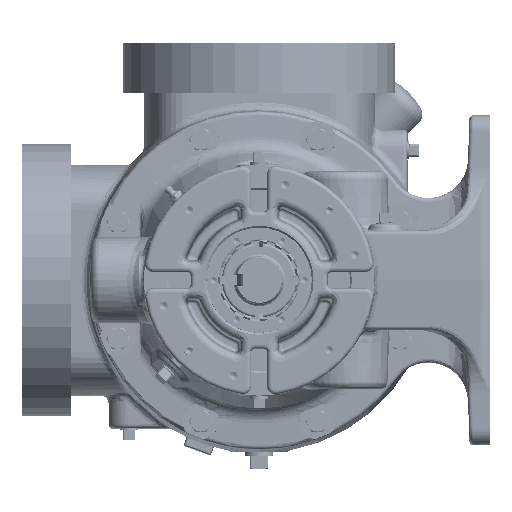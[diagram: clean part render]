
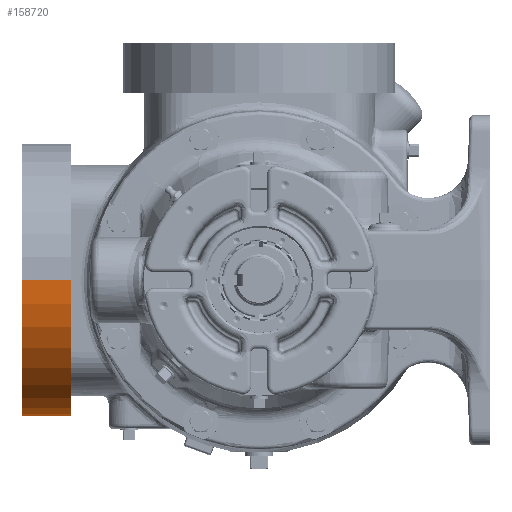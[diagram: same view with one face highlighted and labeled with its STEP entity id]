
A CAD part, left-side view. The second image highlights one B-rep face of the part: STEP entity #158720.
In plain terms, the highlighted cylindrical face has radius 104.775 mm (diameter 209.55 mm), a partial arc.
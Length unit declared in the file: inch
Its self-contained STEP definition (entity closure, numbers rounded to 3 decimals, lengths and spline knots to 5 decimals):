
#871 = AXIS2_PLACEMENT_3D ( 'NONE', #89819, #113163, #154472 ) ;
#5342 = CARTESIAN_POINT ( 'NONE',  ( -0.78, 5.6875, 0. ) ) ;
#5574 = DIRECTION ( 'NONE',  ( -1., 0., 0. ) ) ;
#25806 = DIRECTION ( 'NONE',  ( -1., 0., 0. ) ) ;
#26875 = VERTEX_POINT ( 'NONE', #190673 ) ;
#27718 = LINE ( 'NONE', #177616, #227713 ) ;
#31230 = ORIENTED_EDGE ( 'NONE', *, *, #267380, .F. ) ;
#31423 = CARTESIAN_POINT ( 'NONE',  ( 7.47, 5.09404, 0. ) ) ;
#32753 = LINE ( 'NONE', #31423, #46526 ) ;
#42389 = CYLINDRICAL_SURFACE ( 'NONE', #266116, 4.125 ) ;
#46526 = VECTOR ( 'NONE', #219855, 39.37008 ) ;
#66287 = DIRECTION ( 'NONE',  ( 0., -1., 0. ) ) ;
#67082 = CARTESIAN_POINT ( 'NONE',  ( 3.345, 5.09404, 0. ) ) ;
#72277 = AXIS2_PLACEMENT_3D ( 'NONE', #89438, #107364, #5574 ) ;
#74548 = ORIENTED_EDGE ( 'NONE', *, *, #232186, .T. ) ;
#80248 = VERTEX_POINT ( 'NONE', #5342 ) ;
#80984 = CIRCLE ( 'NONE', #72277, 4.125 ) ;
#89438 = CARTESIAN_POINT ( 'NONE',  ( 3.345, 7.1875, 0. ) ) ;
#89819 = CARTESIAN_POINT ( 'NONE',  ( 3.345, 5.6875, 0. ) ) ;
#105299 = VERTEX_POINT ( 'NONE', #154992 ) ;
#107364 = DIRECTION ( 'NONE',  ( 0., -1., 0. ) ) ;
#113163 = DIRECTION ( 'NONE',  ( 0., -1., 0. ) ) ;
#154472 = DIRECTION ( 'NONE',  ( -1., 0., 0. ) ) ;
#154992 = CARTESIAN_POINT ( 'NONE',  ( 7.47, 5.6875, 0. ) ) ;
#158720 = ADVANCED_FACE ( 'Defeatured_0_4969', ( #188233 ), #42389, .T. ) ;
#163411 = ORIENTED_EDGE ( 'NONE', *, *, #226275, .T. ) ;
#177616 = CARTESIAN_POINT ( 'NONE',  ( -0.78, 5.09404, 0. ) ) ;
#186052 = VERTEX_POINT ( 'NONE', #211147 ) ;
#188233 = FACE_OUTER_BOUND ( 'NONE', #265246, .T. ) ;
#190673 = CARTESIAN_POINT ( 'NONE',  ( 7.47, 7.1875, 0. ) ) ;
#202927 = CIRCLE ( 'NONE', #871, 4.125 ) ;
#211147 = CARTESIAN_POINT ( 'NONE',  ( -0.78, 7.1875, 0. ) ) ;
#219855 = DIRECTION ( 'NONE',  ( 0., -1., 0. ) ) ;
#226275 = EDGE_CURVE ( 'NONE', #186052, #26875, #80984, .T. ) ;
#227713 = VECTOR ( 'NONE', #66287, 39.37008 ) ;
#229512 = DIRECTION ( 'NONE',  ( 0., -1., 0. ) ) ;
#232186 = EDGE_CURVE ( 'NONE', #26875, #105299, #32753, .T. ) ;
#233659 = ORIENTED_EDGE ( 'NONE', *, *, #256700, .F. ) ;
#256700 = EDGE_CURVE ( 'NONE', #186052, #80248, #27718, .T. ) ;
#265246 = EDGE_LOOP ( 'NONE', ( #163411, #74548, #31230, #233659 ) ) ;
#266116 = AXIS2_PLACEMENT_3D ( 'NONE', #67082, #229512, #25806 ) ;
#267380 = EDGE_CURVE ( 'NONE', #80248, #105299, #202927, .T. ) ;
